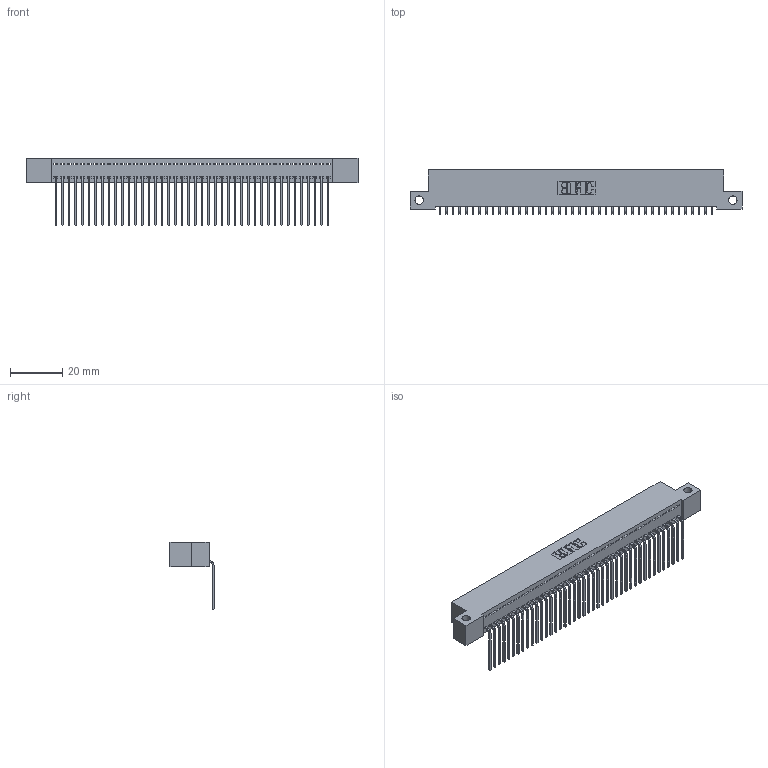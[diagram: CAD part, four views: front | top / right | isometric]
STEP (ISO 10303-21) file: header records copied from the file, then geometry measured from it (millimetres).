
FILE_DESCRIPTION (( 'STEP AP203' ), '1' );
FILE_NAME ('342-042-559-112.STEP', '2018-08-12T13:30:41', ( '' ), ( '' ), 'SwSTEP 2.0', 'SolidWorks 2016', '' );
FILE_SCHEMA (( 'CONFIG_CONTROL_DESIGN' ));
Length unit declared in the file: inch
Products named in the file (3): 342 Part_Side Mount; 345-292-001_558 559 Tail - 1; 342-042-559-112
Assembly tree (43 placements, depth 2):
  342-042-559-112
    342 Part_Side Mount
    345-292-001_558 559 Tail - 1  x42
Bounding box: 127 x 16.83 x 25.78 mm (x, y, z)
Volume: 11201.4 mm3; surface area: 17080.3 mm2
Topology: 43 solids, 43 shells, 2630 faces, 7943 edges, 5238 vertices
Faces by surface type: plane 1914, cylinder 716
Entity records: 25631 total; most frequent: CARTESIAN_POINT 4428, ORIENTED_EDGE 4406, DIRECTION 3735, EDGE_CURVE 2203, LINE 2075, VECTOR 2075, VERTEX_POINT 1466, AXIS2_PLACEMENT_3D 830
